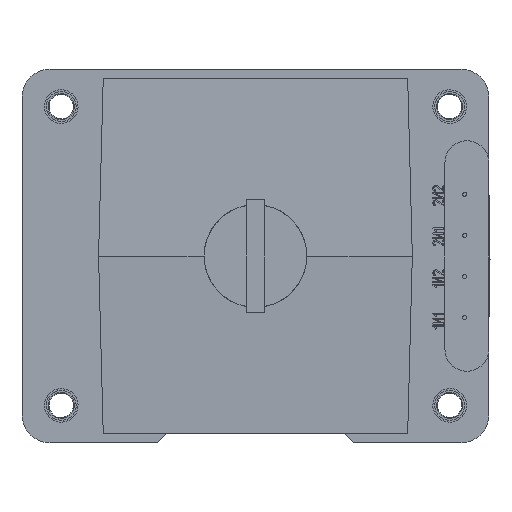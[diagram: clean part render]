
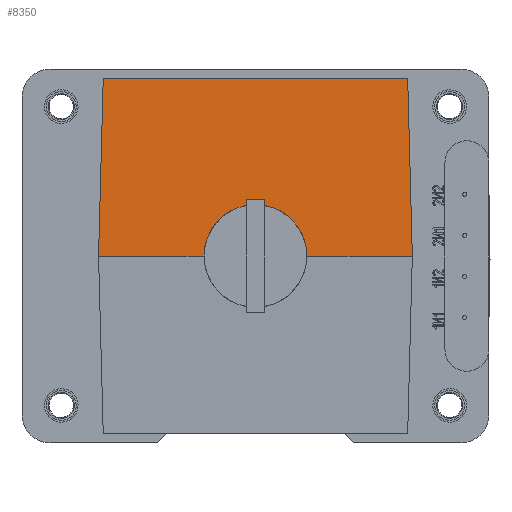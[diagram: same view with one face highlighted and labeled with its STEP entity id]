
A CAD part, left-side view. The second image highlights one B-rep face of the part: STEP entity #8350.
In plain terms, the highlighted planar face has unit normal (-1, 0, 0.026).
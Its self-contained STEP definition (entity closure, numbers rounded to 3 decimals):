
#295 = FACE_OUTER_BOUND ( 'NONE', #125691, .T. ) ;
#6799 = VERTEX_POINT ( 'NONE', #33315 ) ;
#8350 = ADVANCED_FACE ( 'NONE', ( #295 ), #53226, .F. ) ;
#9780 = VECTOR ( 'NONE', #63992, 1000. ) ;
#10851 = CARTESIAN_POINT ( 'NONE',  ( -135., 84., 0. ) ) ;
#11035 = EDGE_CURVE ( 'NONE', #65073, #75890, #53762, .T. ) ;
#11260 = CARTESIAN_POINT ( 'NONE',  ( -135., 27.5, 0. ) ) ;
#12448 = DIRECTION ( 'NONE',  ( 0., 1., 0. ) ) ;
#13648 = EDGE_CURVE ( 'NONE', #80212, #106331, #87559, .T. ) ;
#15312 = VECTOR ( 'NONE', #121144, 1000. ) ;
#20750 =( BOUNDED_CURVE ( )  B_SPLINE_CURVE ( 3, ( #22316, #90531, #51756, #119908 ),
 .UNSPECIFIED., .F., .F. ) 
 B_SPLINE_CURVE_WITH_KNOTS ( ( 4, 4 ),
 ( 3.142, 4.712 ),
 .UNSPECIFIED. ) 
 CURVE ( )  GEOMETRIC_REPRESENTATION_ITEM ( )  RATIONAL_B_SPLINE_CURVE ( ( 1., 0.805, 0.805, 1. ) ) 
 REPRESENTATION_ITEM ( '' )  );
#21601 = ORIENTED_EDGE ( 'NONE', *, *, #62892, .F. ) ;
#21648 = CARTESIAN_POINT ( 'NONE',  ( -132.512, 84., 95. ) ) ;
#22316 = CARTESIAN_POINT ( 'NONE',  ( -134.28, 0., 27.5 ) ) ;
#23177 = LINE ( 'NONE', #61043, #46039 ) ;
#26583 = CARTESIAN_POINT ( 'NONE',  ( -135., 27.5, 0. ) ) ;
#26620 = CARTESIAN_POINT ( 'NONE',  ( -135., -84., 0. ) ) ;
#26667 = LINE ( 'NONE', #21648, #52670 ) ;
#27713 = ORIENTED_EDGE ( 'NONE', *, *, #11035, .T. ) ;
#33315 = CARTESIAN_POINT ( 'NONE',  ( -135., 84., 0. ) ) ;
#33355 = AXIS2_PLACEMENT_3D ( 'NONE', #82615, #92455, #34021 ) ;
#34021 = DIRECTION ( 'NONE',  ( 0., 1., 0. ) ) ;
#41260 = DIRECTION ( 'NONE',  ( 0., -1., 0. ) ) ;
#43891 = ORIENTED_EDGE ( 'NONE', *, *, #117895, .F. ) ;
#45830 = CARTESIAN_POINT ( 'NONE',  ( -134.28, 16.109, 27.5 ) ) ;
#46039 = VECTOR ( 'NONE', #12448, 1000. ) ;
#47007 = CARTESIAN_POINT ( 'NONE',  ( -134.28, 0., 27.5 ) ) ;
#50835 = EDGE_CURVE ( 'NONE', #65073, #6799, #23177, .T. ) ;
#51756 = CARTESIAN_POINT ( 'NONE',  ( -134.578, -27.5, 16.109 ) ) ;
#52670 = VECTOR ( 'NONE', #41260, 1000. ) ;
#53226 = PLANE ( 'NONE',  #33355 ) ;
#53762 =( BOUNDED_CURVE ( )  B_SPLINE_CURVE ( 3, ( #26583, #85057, #45830, #94835 ),
 .UNSPECIFIED., .F., .F. ) 
 B_SPLINE_CURVE_WITH_KNOTS ( ( 4, 4 ),
 ( 1.571, 3.142 ),
 .UNSPECIFIED. ) 
 CURVE ( )  GEOMETRIC_REPRESENTATION_ITEM ( )  RATIONAL_B_SPLINE_CURVE ( ( 1., 0.805, 0.805, 1. ) ) 
 REPRESENTATION_ITEM ( '' )  );
#61043 = CARTESIAN_POINT ( 'NONE',  ( -135., 0., 0. ) ) ;
#61751 = ORIENTED_EDGE ( 'NONE', *, *, #91674, .T. ) ;
#62892 = EDGE_CURVE ( 'NONE', #112082, #76563, #26667, .T. ) ;
#63992 = DIRECTION ( 'NONE',  ( 0., 1., 0. ) ) ;
#65073 = VERTEX_POINT ( 'NONE', #11260 ) ;
#74606 = CARTESIAN_POINT ( 'NONE',  ( -132.512, 81.512, 95. ) ) ;
#75604 = CARTESIAN_POINT ( 'NONE',  ( -132.514, -81.514, 94.935 ) ) ;
#75890 = VERTEX_POINT ( 'NONE', #47007 ) ;
#76563 = VERTEX_POINT ( 'NONE', #80467 ) ;
#80212 = VERTEX_POINT ( 'NONE', #26620 ) ;
#80467 = CARTESIAN_POINT ( 'NONE',  ( -132.512, -81.512, 95. ) ) ;
#80492 = VECTOR ( 'NONE', #85464, 1000. ) ;
#82615 = CARTESIAN_POINT ( 'NONE',  ( -135., 0., 0. ) ) ;
#83456 = EDGE_CURVE ( 'NONE', #76563, #80212, #83542, .T. ) ;
#83542 = LINE ( 'NONE', #75604, #80492 ) ;
#85057 = CARTESIAN_POINT ( 'NONE',  ( -134.578, 27.5, 16.109 ) ) ;
#85464 = DIRECTION ( 'NONE',  ( -0.026, -0.026, -0.999 ) ) ;
#87559 = LINE ( 'NONE', #112512, #9780 ) ;
#90531 = CARTESIAN_POINT ( 'NONE',  ( -134.28, -16.109, 27.5 ) ) ;
#91674 = EDGE_CURVE ( 'NONE', #75890, #106331, #20750, .T. ) ;
#92455 = DIRECTION ( 'NONE',  ( 1., 0., -0.026 ) ) ;
#94159 = ORIENTED_EDGE ( 'NONE', *, *, #50835, .F. ) ;
#94835 = CARTESIAN_POINT ( 'NONE',  ( -134.28, 0., 27.5 ) ) ;
#101326 = ORIENTED_EDGE ( 'NONE', *, *, #13648, .F. ) ;
#105569 = CARTESIAN_POINT ( 'NONE',  ( -135., -27.5, 0. ) ) ;
#106331 = VERTEX_POINT ( 'NONE', #105569 ) ;
#112082 = VERTEX_POINT ( 'NONE', #74606 ) ;
#112512 = CARTESIAN_POINT ( 'NONE',  ( -135., 0., 0. ) ) ;
#115876 = LINE ( 'NONE', #10851, #15312 ) ;
#117895 = EDGE_CURVE ( 'NONE', #6799, #112082, #115876, .T. ) ;
#119908 = CARTESIAN_POINT ( 'NONE',  ( -135., -27.5, 0. ) ) ;
#121144 = DIRECTION ( 'NONE',  ( 0.026, -0.026, 0.999 ) ) ;
#123129 = ORIENTED_EDGE ( 'NONE', *, *, #83456, .F. ) ;
#125691 = EDGE_LOOP ( 'NONE', ( #94159, #27713, #61751, #101326, #123129, #21601, #43891 ) ) ;
